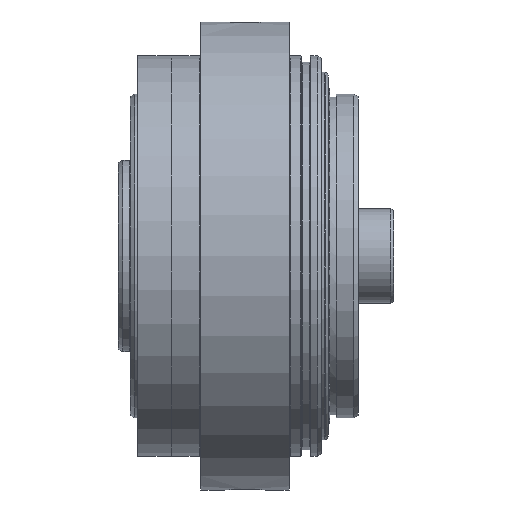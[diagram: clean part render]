
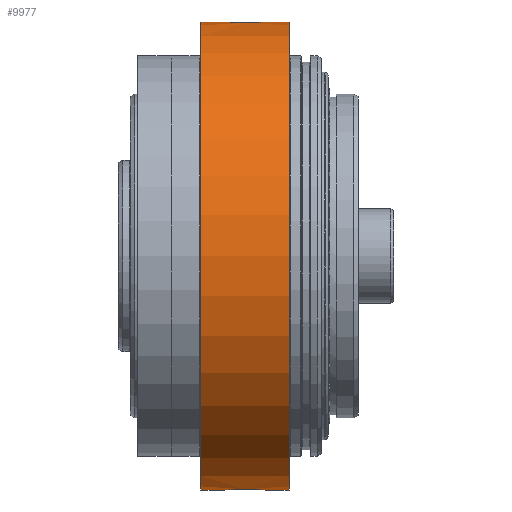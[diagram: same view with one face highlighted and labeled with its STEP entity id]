
A CAD part, top view. The second image highlights one B-rep face of the part: STEP entity #9977.
In plain terms, the highlighted cylindrical face has radius 79.5 mm (diameter 159 mm), a full revolution.
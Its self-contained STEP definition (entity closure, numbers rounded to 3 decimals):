
#264=B_SPLINE_CURVE_WITH_KNOTS('',3,(#19194,#19195,#19196,#19197,#19198,
#19199,#19200,#19201,#19202,#19203,#19204,#19205,#19206,#19207,#19208,#19209,
#19210,#19211),.UNSPECIFIED.,.F.,.F.,(4,2,2,2,2,2,2,2,4),(1.055,
1.319,1.583,1.847,2.111,2.374,
2.638,2.902,3.166),.UNSPECIFIED.);
#265=B_SPLINE_CURVE_WITH_KNOTS('',3,(#19217,#19218,#19219,#19220,#19221,
#19222,#19223,#19224,#19225,#19226,#19227,#19228,#19229,#19230,#19231,#19232,
#19233,#19234,#19235),.UNSPECIFIED.,.F.,.F.,(4,2,2,2,3,2,2,2,4),(3.166,
3.43,3.694,3.957,4.221,4.485,
4.749,5.013,5.277),.UNSPECIFIED.);
#266=B_SPLINE_CURVE_WITH_KNOTS('',3,(#19250,#19251,#19252,#19253,#19254,
#19255,#19256,#19257,#19258,#19259,#19260,#19261,#19262,#19263,#19264,#19265,
#19266,#19267,#19268),.UNSPECIFIED.,.F.,.F.,(4,2,2,2,3,2,2,2,4),(3.166,
3.43,3.694,3.957,4.221,4.485,
4.749,5.013,5.277),.UNSPECIFIED.);
#267=B_SPLINE_CURVE_WITH_KNOTS('',3,(#19269,#19270,#19271,#19272,#19273,
#19274,#19275,#19276,#19277,#19278,#19279,#19280,#19281,#19282,#19283,#19284,
#19285,#19286),.UNSPECIFIED.,.F.,.F.,(4,2,2,2,2,2,2,2,4),(1.055,
1.319,1.583,1.847,2.111,2.374,
2.638,2.902,3.166),.UNSPECIFIED.);
#538=FACE_BOUND('',#1836,.T.);
#1179=FACE_OUTER_BOUND('',#1835,.T.);
#1835=EDGE_LOOP('',(#8307,#8308,#8309,#8310,#8311,#8312,#8313,#8314));
#1836=EDGE_LOOP('',(#8315,#8316));
#2216=LINE('',#19244,#2530);
#2217=LINE('',#19246,#2531);
#2530=VECTOR('',#13961,79.5);
#2531=VECTOR('',#13962,79.5);
#3347=CIRCLE('',#11233,79.5);
#3348=CIRCLE('',#11234,79.5);
#4478=VERTEX_POINT('',#19192);
#4479=VERTEX_POINT('',#19193);
#4484=VERTEX_POINT('',#19242);
#4485=VERTEX_POINT('',#19245);
#4486=VERTEX_POINT('',#19248);
#4487=VERTEX_POINT('',#19249);
#5799=EDGE_CURVE('',#4478,#4479,#264,.T.);
#5803=EDGE_CURVE('',#4479,#4478,#265,.T.);
#5806=EDGE_CURVE('',#4484,#4484,#3347,.T.);
#5807=EDGE_CURVE('',#4484,#4479,#2216,.T.);
#5808=EDGE_CURVE('',#4478,#4485,#2217,.T.);
#5809=EDGE_CURVE('',#4485,#4485,#3348,.T.);
#5810=EDGE_CURVE('',#4486,#4487,#266,.T.);
#5811=EDGE_CURVE('',#4487,#4486,#267,.T.);
#8307=ORIENTED_EDGE('',*,*,#5806,.F.);
#8308=ORIENTED_EDGE('',*,*,#5807,.T.);
#8309=ORIENTED_EDGE('',*,*,#5803,.T.);
#8310=ORIENTED_EDGE('',*,*,#5808,.T.);
#8311=ORIENTED_EDGE('',*,*,#5809,.T.);
#8312=ORIENTED_EDGE('',*,*,#5808,.F.);
#8313=ORIENTED_EDGE('',*,*,#5799,.T.);
#8314=ORIENTED_EDGE('',*,*,#5807,.F.);
#8315=ORIENTED_EDGE('',*,*,#5810,.T.);
#8316=ORIENTED_EDGE('',*,*,#5811,.T.);
#9042=CYLINDRICAL_SURFACE('',#11232,79.5);
#9977=ADVANCED_FACE('',(#1179,#538),#9042,.T.);
#11232=AXIS2_PLACEMENT_3D('',#19241,#13957,#13958);
#11233=AXIS2_PLACEMENT_3D('',#19243,#13959,#13960);
#11234=AXIS2_PLACEMENT_3D('',#19247,#13963,#13964);
#13957=DIRECTION('center_axis',(-1.,0.,0.));
#13958=DIRECTION('ref_axis',(0.,-1.,0.));
#13959=DIRECTION('center_axis',(-1.,0.,0.));
#13960=DIRECTION('ref_axis',(0.,-1.,0.));
#13961=DIRECTION('',(1.,0.,0.));
#13962=DIRECTION('',(1.,0.,0.));
#13963=DIRECTION('center_axis',(-1.,0.,0.));
#13964=DIRECTION('ref_axis',(0.,-1.,0.));
#19192=CARTESIAN_POINT('',(-8.,79.5,0.));
#19193=CARTESIAN_POINT('',(-22.,79.5,0.));
#19194=CARTESIAN_POINT('Ctrl Pts',(-8.,79.5,0.));
#19195=CARTESIAN_POINT('Ctrl Pts',(-8.,79.5,0.879));
#19196=CARTESIAN_POINT('Ctrl Pts',(-8.176,79.484,1.817));
#19197=CARTESIAN_POINT('Ctrl Pts',(-8.89,79.426,3.542));
#19198=CARTESIAN_POINT('Ctrl Pts',(-9.429,79.385,4.329));
#19199=CARTESIAN_POINT('Ctrl Pts',(-10.671,79.307,5.571));
#19200=CARTESIAN_POINT('Ctrl Pts',(-11.458,79.266,6.11));
#19201=CARTESIAN_POINT('Ctrl Pts',(-13.183,79.207,6.824));
#19202=CARTESIAN_POINT('Ctrl Pts',(-14.121,79.191,7.));
#19203=CARTESIAN_POINT('Ctrl Pts',(-15.879,79.191,7.));
#19204=CARTESIAN_POINT('Ctrl Pts',(-16.817,79.207,6.824));
#19205=CARTESIAN_POINT('Ctrl Pts',(-18.542,79.266,6.11));
#19206=CARTESIAN_POINT('Ctrl Pts',(-19.329,79.307,5.571));
#19207=CARTESIAN_POINT('Ctrl Pts',(-20.571,79.385,4.329));
#19208=CARTESIAN_POINT('Ctrl Pts',(-21.11,79.426,3.542));
#19209=CARTESIAN_POINT('Ctrl Pts',(-21.824,79.484,1.817));
#19210=CARTESIAN_POINT('Ctrl Pts',(-22.,79.5,0.879));
#19211=CARTESIAN_POINT('Ctrl Pts',(-22.,79.5,0.));
#19217=CARTESIAN_POINT('Ctrl Pts',(-22.,79.5,0.));
#19218=CARTESIAN_POINT('Ctrl Pts',(-22.,79.5,-0.879));
#19219=CARTESIAN_POINT('Ctrl Pts',(-21.824,79.484,-1.817));
#19220=CARTESIAN_POINT('Ctrl Pts',(-21.11,79.426,-3.542));
#19221=CARTESIAN_POINT('Ctrl Pts',(-20.571,79.385,-4.329));
#19222=CARTESIAN_POINT('Ctrl Pts',(-19.329,79.307,-5.571));
#19223=CARTESIAN_POINT('Ctrl Pts',(-18.542,79.266,-6.11));
#19224=CARTESIAN_POINT('Ctrl Pts',(-16.817,79.207,-6.824));
#19225=CARTESIAN_POINT('Ctrl Pts',(-15.879,79.191,-7.));
#19226=CARTESIAN_POINT('Ctrl Pts',(-15.,79.191,-7.));
#19227=CARTESIAN_POINT('Ctrl Pts',(-14.121,79.191,-7.));
#19228=CARTESIAN_POINT('Ctrl Pts',(-13.183,79.207,-6.824));
#19229=CARTESIAN_POINT('Ctrl Pts',(-11.458,79.266,-6.11));
#19230=CARTESIAN_POINT('Ctrl Pts',(-10.671,79.307,-5.571));
#19231=CARTESIAN_POINT('Ctrl Pts',(-9.429,79.385,-4.329));
#19232=CARTESIAN_POINT('Ctrl Pts',(-8.89,79.426,-3.542));
#19233=CARTESIAN_POINT('Ctrl Pts',(-8.176,79.484,-1.817));
#19234=CARTESIAN_POINT('Ctrl Pts',(-8.,79.5,-0.879));
#19235=CARTESIAN_POINT('Ctrl Pts',(-8.,79.5,0.));
#19241=CARTESIAN_POINT('Origin',(0.,0.,0.));
#19242=CARTESIAN_POINT('',(-30.,79.5,0.));
#19243=CARTESIAN_POINT('Origin',(-30.,0.,0.));
#19244=CARTESIAN_POINT('',(0.,79.5,0.));
#19245=CARTESIAN_POINT('',(0.,79.5,0.));
#19246=CARTESIAN_POINT('',(0.,79.5,0.));
#19247=CARTESIAN_POINT('Origin',(0.,0.,0.));
#19248=CARTESIAN_POINT('',(-22.,-79.5,0.));
#19249=CARTESIAN_POINT('',(-8.,-79.5,0.));
#19250=CARTESIAN_POINT('Ctrl Pts',(-22.,-79.5,0.));
#19251=CARTESIAN_POINT('Ctrl Pts',(-22.,-79.5,0.879));
#19252=CARTESIAN_POINT('Ctrl Pts',(-21.824,-79.484,
1.817));
#19253=CARTESIAN_POINT('Ctrl Pts',(-21.11,-79.426,
3.542));
#19254=CARTESIAN_POINT('Ctrl Pts',(-20.571,-79.385,
4.329));
#19255=CARTESIAN_POINT('Ctrl Pts',(-19.329,-79.307,
5.571));
#19256=CARTESIAN_POINT('Ctrl Pts',(-18.542,-79.266,
6.11));
#19257=CARTESIAN_POINT('Ctrl Pts',(-16.817,-79.207,
6.824));
#19258=CARTESIAN_POINT('Ctrl Pts',(-15.879,-79.191,
7.));
#19259=CARTESIAN_POINT('Ctrl Pts',(-15.,-79.191,7.));
#19260=CARTESIAN_POINT('Ctrl Pts',(-14.121,-79.191,
7.));
#19261=CARTESIAN_POINT('Ctrl Pts',(-13.183,-79.207,
6.824));
#19262=CARTESIAN_POINT('Ctrl Pts',(-11.458,-79.266,
6.11));
#19263=CARTESIAN_POINT('Ctrl Pts',(-10.671,-79.307,
5.571));
#19264=CARTESIAN_POINT('Ctrl Pts',(-9.429,-79.385,
4.329));
#19265=CARTESIAN_POINT('Ctrl Pts',(-8.89,-79.426,
3.542));
#19266=CARTESIAN_POINT('Ctrl Pts',(-8.176,-79.484,
1.817));
#19267=CARTESIAN_POINT('Ctrl Pts',(-8.,-79.5,0.879));
#19268=CARTESIAN_POINT('Ctrl Pts',(-8.,-79.5,0.));
#19269=CARTESIAN_POINT('Ctrl Pts',(-8.,-79.5,0.));
#19270=CARTESIAN_POINT('Ctrl Pts',(-8.,-79.5,-0.879));
#19271=CARTESIAN_POINT('Ctrl Pts',(-8.176,-79.484,
-1.817));
#19272=CARTESIAN_POINT('Ctrl Pts',(-8.89,-79.426,
-3.542));
#19273=CARTESIAN_POINT('Ctrl Pts',(-9.429,-79.385,
-4.329));
#19274=CARTESIAN_POINT('Ctrl Pts',(-10.671,-79.307,
-5.571));
#19275=CARTESIAN_POINT('Ctrl Pts',(-11.458,-79.266,
-6.11));
#19276=CARTESIAN_POINT('Ctrl Pts',(-13.183,-79.207,
-6.824));
#19277=CARTESIAN_POINT('Ctrl Pts',(-14.121,-79.191,
-7.));
#19278=CARTESIAN_POINT('Ctrl Pts',(-15.879,-79.191,
-7.));
#19279=CARTESIAN_POINT('Ctrl Pts',(-16.817,-79.207,
-6.824));
#19280=CARTESIAN_POINT('Ctrl Pts',(-18.542,-79.266,
-6.11));
#19281=CARTESIAN_POINT('Ctrl Pts',(-19.329,-79.307,
-5.571));
#19282=CARTESIAN_POINT('Ctrl Pts',(-20.571,-79.385,
-4.329));
#19283=CARTESIAN_POINT('Ctrl Pts',(-21.11,-79.426,
-3.542));
#19284=CARTESIAN_POINT('Ctrl Pts',(-21.824,-79.484,
-1.817));
#19285=CARTESIAN_POINT('Ctrl Pts',(-22.,-79.5,-0.879));
#19286=CARTESIAN_POINT('Ctrl Pts',(-22.,-79.5,0.));
